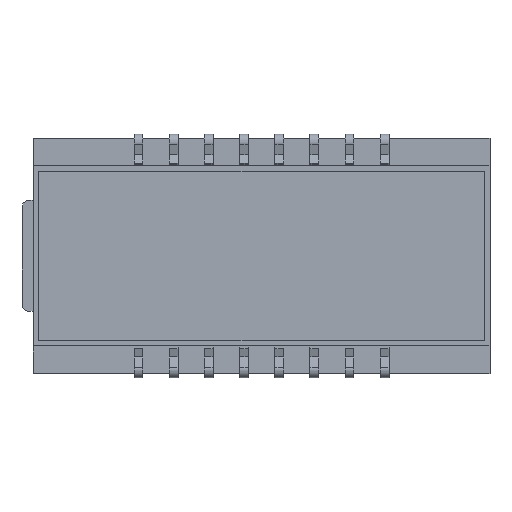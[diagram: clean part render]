
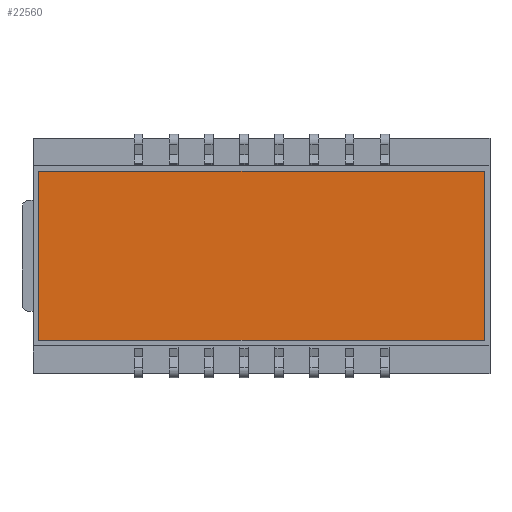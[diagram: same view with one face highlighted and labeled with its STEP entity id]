
A CAD part, top view. The second image highlights one B-rep face of the part: STEP entity #22560.
In plain terms, the highlighted planar face has unit normal (0, 0, 1).
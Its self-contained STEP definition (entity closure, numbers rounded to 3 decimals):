
#426 = CARTESIAN_POINT ( 'NONE',  ( 16.1, -6.1, 2.8 ) ) ;
#1752 = CARTESIAN_POINT ( 'NONE',  ( -16.1, -6.1, 2.8 ) ) ;
#1826 = DIRECTION ( 'NONE',  ( 0., -1., 0. ) ) ;
#2769 = EDGE_LOOP ( 'NONE', ( #16342, #4458, #26834, #11917 ) ) ;
#4458 = ORIENTED_EDGE ( 'NONE', *, *, #10155, .T. ) ;
#4713 = VERTEX_POINT ( 'NONE', #25870 ) ;
#5567 = CARTESIAN_POINT ( 'NONE',  ( -16.1, -6.1, 2.8 ) ) ;
#6262 = LINE ( 'NONE', #12828, #19584 ) ;
#8249 = DIRECTION ( 'NONE',  ( 1., 0., 0. ) ) ;
#8580 = DIRECTION ( 'NONE',  ( 1., 0., 0. ) ) ;
#9155 = CARTESIAN_POINT ( 'NONE',  ( -16.1, 6.1, 2.8 ) ) ;
#10155 = EDGE_CURVE ( 'NONE', #33499, #4713, #12949, .T. ) ;
#10398 = VECTOR ( 'NONE', #8249, 1000. ) ;
#10539 = VERTEX_POINT ( 'NONE', #426 ) ;
#11917 = ORIENTED_EDGE ( 'NONE', *, *, #23009, .T. ) ;
#12070 = EDGE_CURVE ( 'NONE', #4713, #12258, #18933, .T. ) ;
#12085 = FACE_OUTER_BOUND ( 'NONE', #2769, .T. ) ;
#12258 = VERTEX_POINT ( 'NONE', #1752 ) ;
#12828 = CARTESIAN_POINT ( 'NONE',  ( 16.1, 6.1, 2.8 ) ) ;
#12949 = LINE ( 'NONE', #9155, #27125 ) ;
#16342 = ORIENTED_EDGE ( 'NONE', *, *, #28925, .T. ) ;
#17450 = LINE ( 'NONE', #5567, #10398 ) ;
#18933 = LINE ( 'NONE', #33885, #33147 ) ;
#19584 = VECTOR ( 'NONE', #23617, 1000. ) ;
#19590 = AXIS2_PLACEMENT_3D ( 'NONE', #21848, #24506, #8580 ) ;
#21848 = CARTESIAN_POINT ( 'NONE',  ( 0., 0., 2.8 ) ) ;
#22560 = ADVANCED_FACE ( 'NONE', ( #12085 ), #32467, .T. ) ;
#23009 = EDGE_CURVE ( 'NONE', #12258, #10539, #17450, .T. ) ;
#23617 = DIRECTION ( 'NONE',  ( 0., 1., 0. ) ) ;
#24243 = CARTESIAN_POINT ( 'NONE',  ( 16.1, 6.1, 2.8 ) ) ;
#24506 = DIRECTION ( 'NONE',  ( 0., 0., 1. ) ) ;
#25870 = CARTESIAN_POINT ( 'NONE',  ( -16.1, 6.1, 2.8 ) ) ;
#26834 = ORIENTED_EDGE ( 'NONE', *, *, #12070, .T. ) ;
#27125 = VECTOR ( 'NONE', #27853, 1000. ) ;
#27853 = DIRECTION ( 'NONE',  ( -1., 0., 0. ) ) ;
#28925 = EDGE_CURVE ( 'NONE', #10539, #33499, #6262, .T. ) ;
#32467 = PLANE ( 'NONE',  #19590 ) ;
#33147 = VECTOR ( 'NONE', #1826, 1000. ) ;
#33499 = VERTEX_POINT ( 'NONE', #24243 ) ;
#33885 = CARTESIAN_POINT ( 'NONE',  ( -16.1, 6.1, 2.8 ) ) ;
